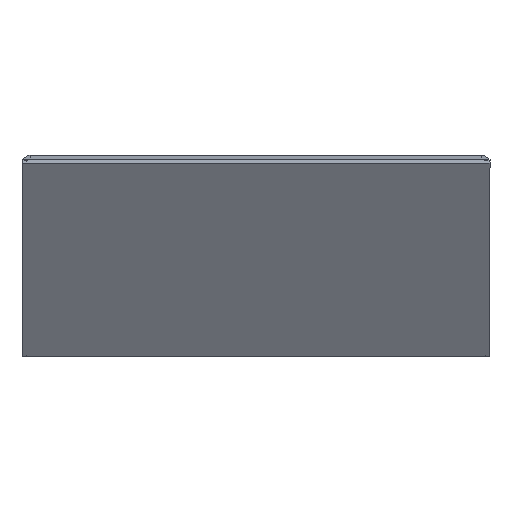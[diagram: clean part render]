
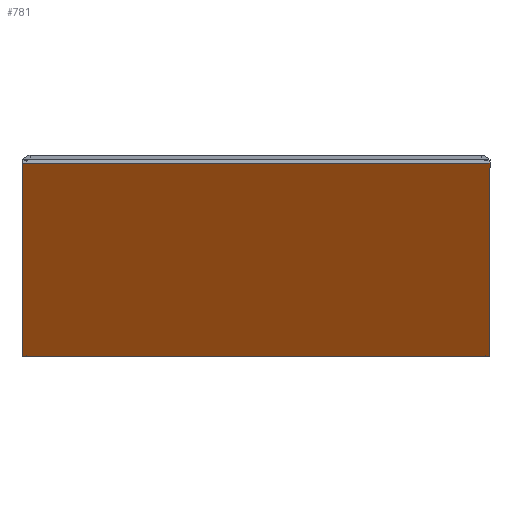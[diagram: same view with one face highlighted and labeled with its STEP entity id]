
A CAD part, front view. The second image highlights one B-rep face of the part: STEP entity #781.
In plain terms, the highlighted planar face has unit normal (0, -0.258, -0.966).
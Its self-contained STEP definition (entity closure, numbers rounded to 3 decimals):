
#60=FACE_OUTER_BOUND('',#105,.T.);
#105=EDGE_LOOP('',(#523,#524,#525,#526));
#153=LINE('',#1085,#235);
#159=LINE('',#1097,#241);
#164=LINE('',#1107,#246);
#167=LINE('',#1112,#249);
#235=VECTOR('',#887,102.);
#241=VECTOR('',#895,163.);
#246=VECTOR('',#902,102.);
#249=VECTOR('',#907,163.);
#317=VERTEX_POINT('',#1083);
#318=VERTEX_POINT('',#1084);
#323=VERTEX_POINT('',#1096);
#327=VERTEX_POINT('',#1106);
#379=EDGE_CURVE('',#317,#318,#153,.T.);
#385=EDGE_CURVE('',#318,#323,#159,.T.);
#390=EDGE_CURVE('',#323,#327,#164,.T.);
#393=EDGE_CURVE('',#327,#317,#167,.T.);
#523=ORIENTED_EDGE('',*,*,#379,.F.);
#524=ORIENTED_EDGE('',*,*,#393,.F.);
#525=ORIENTED_EDGE('',*,*,#390,.F.);
#526=ORIENTED_EDGE('',*,*,#385,.F.);
#698=PLANE('',#835);
#781=ADVANCED_FACE('',(#60),#698,.T.);
#835=AXIS2_PLACEMENT_3D('',#1137,#927,#928);
#887=DIRECTION('',(-1.,0.,0.));
#895=DIRECTION('',(0.,-0.966,0.258));
#902=DIRECTION('',(1.,0.,0.));
#907=DIRECTION('',(0.,0.966,-0.258));
#927=DIRECTION('center_axis',(0.,-0.258,
-0.966));
#928=DIRECTION('ref_axis',(-1.,0.,0.));
#1083=CARTESIAN_POINT('',(51.,-88.707,-22.533));
#1084=CARTESIAN_POINT('',(-51.,-88.707,-22.533));
#1085=CARTESIAN_POINT('',(-51.,-88.707,-22.533));
#1096=CARTESIAN_POINT('',(-51.,-246.17,19.591));
#1097=CARTESIAN_POINT('',(-51.,-246.17,19.591));
#1106=CARTESIAN_POINT('',(51.,-246.17,19.591));
#1107=CARTESIAN_POINT('',(51.,-246.17,19.591));
#1112=CARTESIAN_POINT('',(51.,-88.707,-22.533));
#1137=CARTESIAN_POINT('Origin',(0.,-167.438,-1.471));
